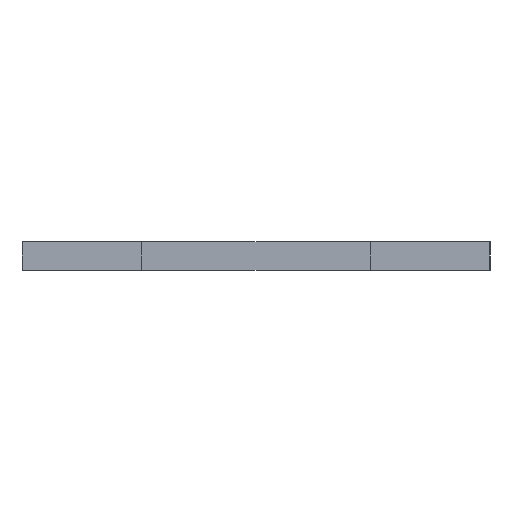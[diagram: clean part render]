
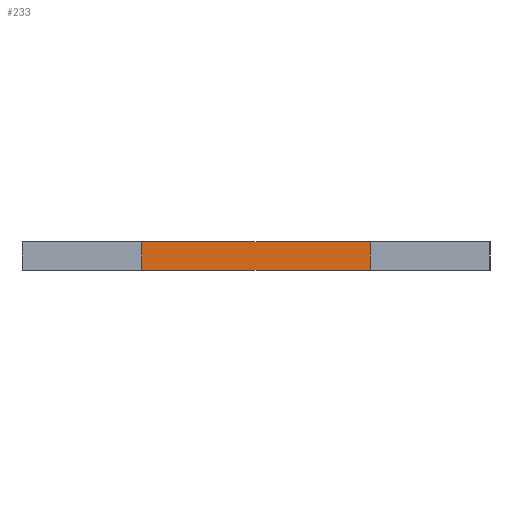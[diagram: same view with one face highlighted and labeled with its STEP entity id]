
A CAD part, left-side view. The second image highlights one B-rep face of the part: STEP entity #233.
In plain terms, the highlighted planar face has unit normal (-1, 0, 0).
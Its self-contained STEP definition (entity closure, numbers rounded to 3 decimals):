
#2 = VERTEX_POINT ( 'NONE', #209 ) ;
#48 = VECTOR ( 'NONE', #77, 1000. ) ;
#77 = DIRECTION ( 'NONE',  ( 0., 0., -1. ) ) ;
#80 = VERTEX_POINT ( 'NONE', #366 ) ;
#208 = VECTOR ( 'NONE', #538, 1000. ) ;
#209 = CARTESIAN_POINT ( 'NONE',  ( 183., 90.195, 3. ) ) ;
#213 = VERTEX_POINT ( 'NONE', #409 ) ;
#227 = CARTESIAN_POINT ( 'NONE',  ( 183., 90.195, 3. ) ) ;
#233 = ADVANCED_FACE ( 'NONE', ( #330 ), #471, .F. ) ;
#262 = ORIENTED_EDGE ( 'NONE', *, *, #638, .F. ) ;
#306 = CARTESIAN_POINT ( 'NONE',  ( 183., 90.195, 0. ) ) ;
#330 = FACE_OUTER_BOUND ( 'NONE', #415, .T. ) ;
#346 = VECTOR ( 'NONE', #407, 1000. ) ;
#363 = EDGE_CURVE ( 'NONE', #213, #80, #452, .T. ) ;
#366 = CARTESIAN_POINT ( 'NONE',  ( 183., 65.805, 0. ) ) ;
#379 = EDGE_CURVE ( 'NONE', #694, #80, #381, .T. ) ;
#381 = LINE ( 'NONE', #496, #48 ) ;
#406 = LINE ( 'NONE', #632, #208 ) ;
#407 = DIRECTION ( 'NONE',  ( 0., -1., 0. ) ) ;
#409 = CARTESIAN_POINT ( 'NONE',  ( 183., 90.195, 0. ) ) ;
#415 = EDGE_LOOP ( 'NONE', ( #767, #577, #262, #699 ) ) ;
#435 = CARTESIAN_POINT ( 'NONE',  ( 183., 65.805, 3. ) ) ;
#436 = AXIS2_PLACEMENT_3D ( 'NONE', #227, #668, #665 ) ;
#452 = LINE ( 'NONE', #306, #705 ) ;
#471 = PLANE ( 'NONE',  #436 ) ;
#496 = CARTESIAN_POINT ( 'NONE',  ( 183., 65.805, 3. ) ) ;
#521 = EDGE_CURVE ( 'NONE', #2, #213, #406, .T. ) ;
#538 = DIRECTION ( 'NONE',  ( 0., 0., -1. ) ) ;
#576 = LINE ( 'NONE', #613, #346 ) ;
#577 = ORIENTED_EDGE ( 'NONE', *, *, #379, .F. ) ;
#613 = CARTESIAN_POINT ( 'NONE',  ( 183., 90.195, 3. ) ) ;
#632 = CARTESIAN_POINT ( 'NONE',  ( 183., 90.195, 3. ) ) ;
#638 = EDGE_CURVE ( 'NONE', #2, #694, #576, .T. ) ;
#665 = DIRECTION ( 'NONE',  ( 0., 0., -1. ) ) ;
#668 = DIRECTION ( 'NONE',  ( 1., 0., 0. ) ) ;
#694 = VERTEX_POINT ( 'NONE', #435 ) ;
#699 = ORIENTED_EDGE ( 'NONE', *, *, #521, .T. ) ;
#705 = VECTOR ( 'NONE', #746, 1000. ) ;
#746 = DIRECTION ( 'NONE',  ( 0., -1., 0. ) ) ;
#767 = ORIENTED_EDGE ( 'NONE', *, *, #363, .T. ) ;
